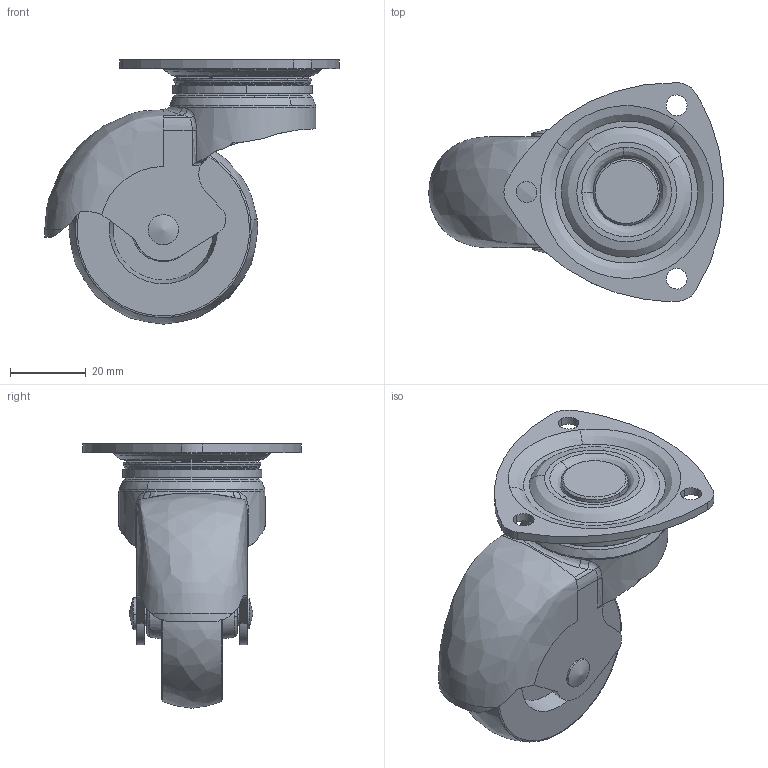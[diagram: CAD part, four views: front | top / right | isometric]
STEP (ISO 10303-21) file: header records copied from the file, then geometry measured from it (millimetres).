
FILE_DESCRIPTION((''),'2;1');
FILE_NAME('','2005-12-16T11:48:51',(''),(''),'','CADfix','');
FILE_SCHEMA(('AUTOMOTIVE_DESIGN'));
Length unit declared in the file: millimetre
Products named in the file (6): wheel; mounting plate; main shaft; body; axle; No_104G_N_L_18830_36
Assembly tree (5 placements, depth 2):
  No_104G_N_L_18830_36
    wheel
    mounting plate
    main shaft
    body
    axle
Bounding box: 78 x 57.9 x 70 mm (x, y, z)
Volume: 53388.9 mm3; surface area: 27507.4 mm2
Topology: 5 solids, 5 shells, 251 faces, 804 edges, 576 vertices
Faces by surface type: bspline 251
Entity records: 11698 total; most frequent: CARTESIAN_POINT 7349, ORIENTED_EDGE 1608, EDGE_CURVE 804, VERTEX_POINT 576, EDGE_LOOP 280, FACE_OUTER_BOUND 251, ADVANCED_FACE 251, QUASI_UNIFORM_CURVE 208
